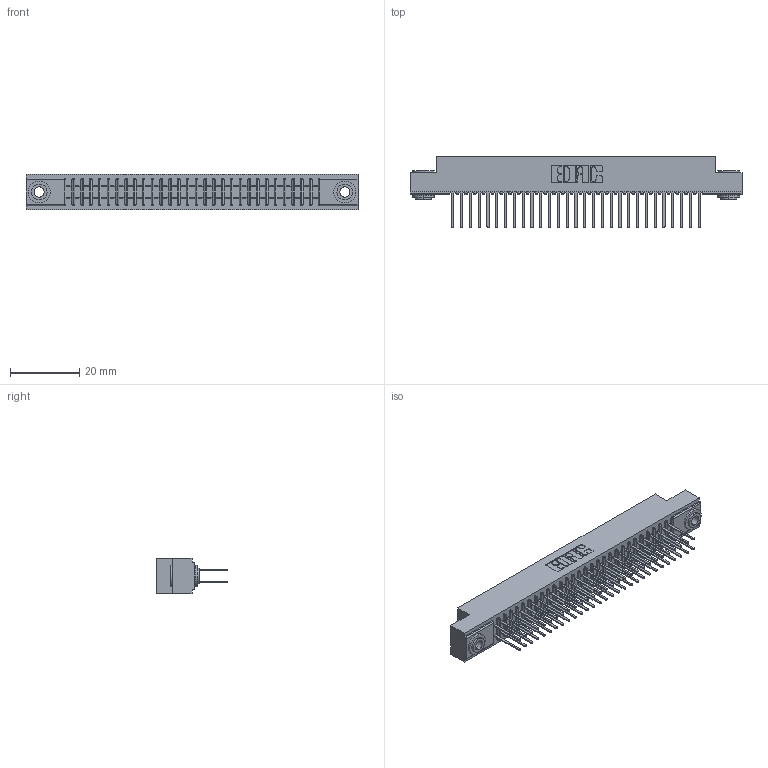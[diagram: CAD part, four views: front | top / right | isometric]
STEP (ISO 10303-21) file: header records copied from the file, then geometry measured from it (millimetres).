
FILE_DESCRIPTION (( 'STEP AP203' ), '1' );
FILE_NAME ('391-058-522-203.STEP', '2018-08-09T11:51:12', ( '' ), ( '' ), 'SwSTEP 2.0', 'SolidWorks 2016', '' );
FILE_SCHEMA (( 'CONFIG_CONTROL_DESIGN' ));
Length unit declared in the file: inch
Products named in the file (4): 341-292-001_341-292-122; 345-250-002_345-250-002-102; 391-058-522-203; 341 Part_.156 (3.96) Dia Mounting Holes
Assembly tree (61 placements, depth 2):
  391-058-522-203
    341 Part_.156 (3.96) Dia Mounting Holes
    341-292-001_341-292-122  x58
    345-250-002_345-250-002-102  x2
Bounding box: 95.89 x 20.62 x 10.16 mm (x, y, z)
Volume: 7149.9 mm3; surface area: 13045.3 mm2
Topology: 61 solids, 61 shells, 3996 faces, 11535 edges, 7470 vertices
Faces by surface type: plane 2412, cylinder 1460, sphere 60, torus 56, cone 8
Entity records: 37893 total; most frequent: CARTESIAN_POINT 6280, ORIENTED_EDGE 6230, DIRECTION 6119, EDGE_CURVE 3115, LINE 2493, VECTOR 2493, VERTEX_POINT 1974, AXIS2_PLACEMENT_3D 1813
